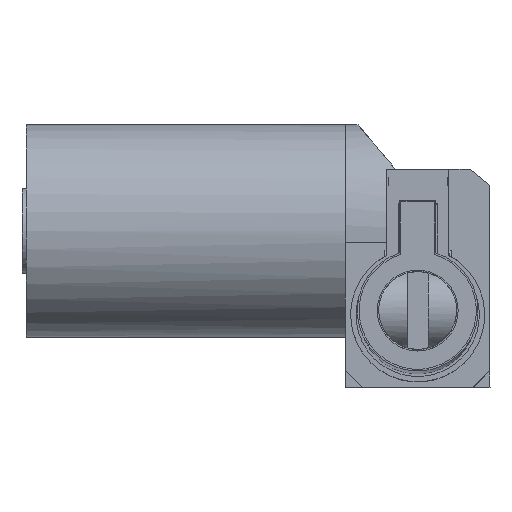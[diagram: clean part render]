
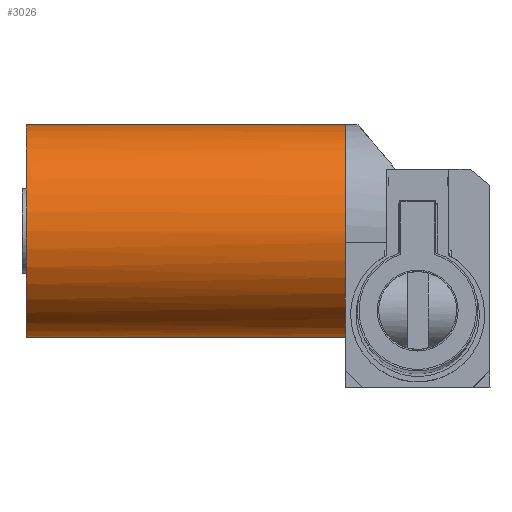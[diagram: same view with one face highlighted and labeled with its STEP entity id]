
A CAD part, top view. The second image highlights one B-rep face of the part: STEP entity #3026.
In plain terms, the highlighted cylindrical face has radius 31.879 mm (diameter 63.757 mm), a full revolution.
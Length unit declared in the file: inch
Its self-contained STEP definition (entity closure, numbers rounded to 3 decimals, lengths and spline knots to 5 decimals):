
#333=FACE_OUTER_BOUND('',#524,.T.);
#524=EDGE_LOOP('',(#2559,#2560,#2561,#2562,#2563,#2564,#2565,#2566,#2567));
#662=CIRCLE('',#3265,1.25506);
#665=CIRCLE('',#3271,1.25506);
#670=CIRCLE('',#3290,1.25506);
#671=CIRCLE('',#3291,1.25506);
#672=CIRCLE('',#3292,1.25506);
#916=LINE('',#5003,#1212);
#918=LINE('',#5007,#1214);
#919=LINE('',#5010,#1215);
#1212=VECTOR('',#3979,0.03937);
#1214=VECTOR('',#3983,1.25506);
#1215=VECTOR('',#3986,0.03937);
#1471=VERTEX_POINT('',#4928);
#1474=VERTEX_POINT('',#4938);
#1475=VERTEX_POINT('',#4939);
#1493=VERTEX_POINT('',#5002);
#1494=VERTEX_POINT('',#5006);
#1495=VERTEX_POINT('',#5008);
#1496=VERTEX_POINT('',#5011);
#1832=EDGE_CURVE('',#1471,#1471,#662,.T.);
#1836=EDGE_CURVE('',#1474,#1475,#665,.T.);
#1868=EDGE_CURVE('',#1493,#1474,#916,.T.);
#1870=EDGE_CURVE('',#1471,#1494,#918,.T.);
#1871=EDGE_CURVE('',#1495,#1494,#670,.T.);
#1872=EDGE_CURVE('',#1475,#1495,#919,.T.);
#1873=EDGE_CURVE('',#1496,#1493,#671,.T.);
#1874=EDGE_CURVE('',#1494,#1496,#672,.T.);
#2559=ORIENTED_EDGE('',*,*,#1832,.F.);
#2560=ORIENTED_EDGE('',*,*,#1870,.T.);
#2561=ORIENTED_EDGE('',*,*,#1871,.F.);
#2562=ORIENTED_EDGE('',*,*,#1872,.F.);
#2563=ORIENTED_EDGE('',*,*,#1836,.F.);
#2564=ORIENTED_EDGE('',*,*,#1868,.F.);
#2565=ORIENTED_EDGE('',*,*,#1873,.F.);
#2566=ORIENTED_EDGE('',*,*,#1874,.F.);
#2567=ORIENTED_EDGE('',*,*,#1870,.F.);
#2889=CYLINDRICAL_SURFACE('',#3289,1.25506);
#3026=ADVANCED_FACE('',(#333),#2889,.T.);
#3265=AXIS2_PLACEMENT_3D('',#4929,#3903,#3904);
#3271=AXIS2_PLACEMENT_3D('',#4940,#3916,#3917);
#3289=AXIS2_PLACEMENT_3D('',#5005,#3981,#3982);
#3290=AXIS2_PLACEMENT_3D('',#5009,#3984,#3985);
#3291=AXIS2_PLACEMENT_3D('',#5012,#3987,#3988);
#3292=AXIS2_PLACEMENT_3D('',#5013,#3989,#3990);
#3903=DIRECTION('center_axis',(-1.,0.,0.));
#3904=DIRECTION('ref_axis',(0.,0.,-1.));
#3916=DIRECTION('center_axis',(1.,0.,0.));
#3917=DIRECTION('ref_axis',(0.,0.,-1.));
#3979=DIRECTION('',(-1.,0.,0.));
#3981=DIRECTION('center_axis',(-1.,0.,0.));
#3982=DIRECTION('ref_axis',(0.,0.,-1.));
#3983=DIRECTION('',(1.,0.,0.));
#3984=DIRECTION('center_axis',(1.,0.,0.));
#3985=DIRECTION('ref_axis',(0.,0.,-1.));
#3986=DIRECTION('',(1.,0.,0.));
#3987=DIRECTION('center_axis',(1.,0.,0.));
#3988=DIRECTION('ref_axis',(0.,0.,-1.));
#3989=DIRECTION('center_axis',(1.,0.,0.));
#3990=DIRECTION('ref_axis',(0.,0.,-1.));
#4928=CARTESIAN_POINT('',(-4.6,0.99055,-0.07013));
#4929=CARTESIAN_POINT('Origin',(-4.6,0.99055,-1.3252));
#4938=CARTESIAN_POINT('',(-0.8525,0.85,-2.57237));
#4939=CARTESIAN_POINT('',(-0.8525,1.51736,-2.46435));
#4940=CARTESIAN_POINT('Origin',(-0.8525,0.99055,-1.3252));
#5002=CARTESIAN_POINT('',(-0.85,0.85,-2.57237));
#5003=CARTESIAN_POINT('',(-0.85,0.85,-2.57237));
#5005=CARTESIAN_POINT('Origin',(-0.85,0.99055,-1.3252));
#5006=CARTESIAN_POINT('',(-0.85,0.99055,-0.07013));
#5007=CARTESIAN_POINT('',(-0.85,0.99055,-0.07013));
#5008=CARTESIAN_POINT('',(-0.85,1.51736,-2.46435));
#5009=CARTESIAN_POINT('Origin',(-0.85,0.99055,-1.3252));
#5010=CARTESIAN_POINT('',(-0.85,1.51736,-2.46435));
#5011=CARTESIAN_POINT('',(-0.85,0.85,-0.07803));
#5012=CARTESIAN_POINT('Origin',(-0.85,0.99055,-1.3252));
#5013=CARTESIAN_POINT('Origin',(-0.85,0.99055,-1.3252));
